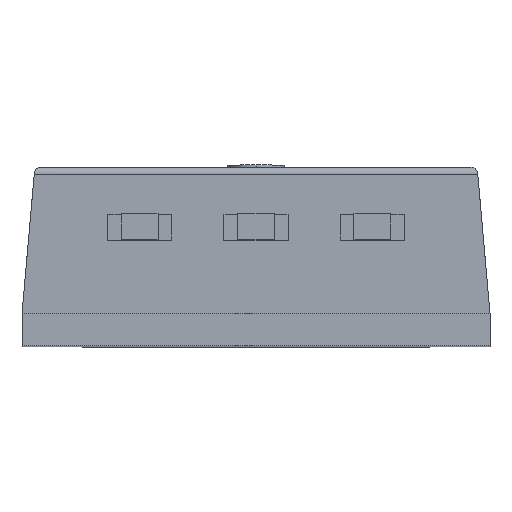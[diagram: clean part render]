
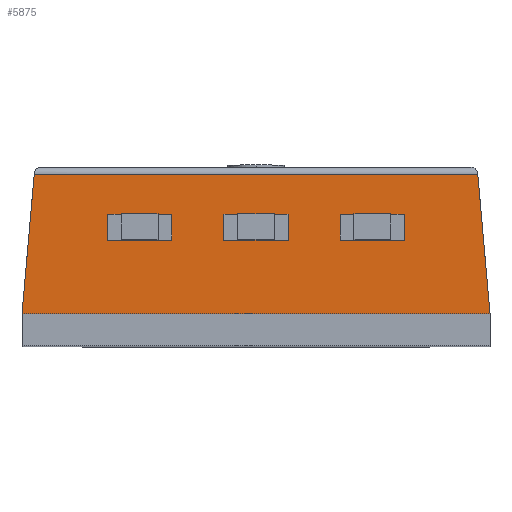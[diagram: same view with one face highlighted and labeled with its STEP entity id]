
A CAD part, top view. The second image highlights one B-rep face of the part: STEP entity #5875.
In plain terms, the highlighted planar face has unit normal (0, 0, 1).
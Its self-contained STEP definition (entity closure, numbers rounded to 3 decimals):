
#29 = CARTESIAN_POINT ( 'NONE',  ( -5.11, 3.9, 7.55 ) ) ;
#318 = DIRECTION ( 'NONE',  ( -0.087, -0.996, 0. ) ) ;
#396 = ORIENTED_EDGE ( 'NONE', *, *, #4694, .T. ) ;
#580 = CARTESIAN_POINT ( 'NONE',  ( 4.83, 3.9, 7.55 ) ) ;
#819 = VERTEX_POINT ( 'NONE', #4383 ) ;
#947 = CARTESIAN_POINT ( 'NONE',  ( -5.11, 0.7, 7.55 ) ) ;
#1286 = DIRECTION ( 'NONE',  ( 0., 0., -1. ) ) ;
#1784 = EDGE_CURVE ( 'NONE', #5400, #819, #6291, .T. ) ;
#2132 = VECTOR ( 'NONE', #3144, 1000. ) ;
#2151 = ORIENTED_EDGE ( 'NONE', *, *, #1784, .T. ) ;
#2298 = AXIS2_PLACEMENT_3D ( 'NONE', #29, #1286, #5971 ) ;
#2314 = VERTEX_POINT ( 'NONE', #7208 ) ;
#3144 = DIRECTION ( 'NONE',  ( -0.087, 0.996, 0. ) ) ;
#3496 = DIRECTION ( 'NONE',  ( -1., 0., 0. ) ) ;
#3580 = EDGE_LOOP ( 'NONE', ( #396, #5555, #2151, #7869 ) ) ;
#3911 = LINE ( 'NONE', #5627, #5067 ) ;
#3920 = VECTOR ( 'NONE', #5574, 1000. ) ;
#4383 = CARTESIAN_POINT ( 'NONE',  ( -5.11, 0.7, 7.55 ) ) ;
#4489 = VECTOR ( 'NONE', #318, 1000. ) ;
#4694 = EDGE_CURVE ( 'NONE', #8129, #2314, #7074, .T. ) ;
#4919 = EDGE_CURVE ( 'NONE', #819, #8129, #4966, .T. ) ;
#4966 = LINE ( 'NONE', #947, #3920 ) ;
#5067 = VECTOR ( 'NONE', #3496, 1000. ) ;
#5400 = VERTEX_POINT ( 'NONE', #5595 ) ;
#5477 = EDGE_CURVE ( 'NONE', #2314, #5400, #3911, .T. ) ;
#5555 = ORIENTED_EDGE ( 'NONE', *, *, #5477, .T. ) ;
#5574 = DIRECTION ( 'NONE',  ( 1., 0., 0. ) ) ;
#5595 = CARTESIAN_POINT ( 'NONE',  ( -4.843, 3.75, 7.55 ) ) ;
#5627 = CARTESIAN_POINT ( 'NONE',  ( -5.11, 3.75, 7.55 ) ) ;
#5875 = ADVANCED_FACE ( 'NONE', ( #7887 ), #7357, .F. ) ;
#5971 = DIRECTION ( 'NONE',  ( -1., 0., 0. ) ) ;
#6291 = LINE ( 'NONE', #8320, #4489 ) ;
#6665 = CARTESIAN_POINT ( 'NONE',  ( 5.11, 0.7, 7.55 ) ) ;
#7074 = LINE ( 'NONE', #580, #2132 ) ;
#7208 = CARTESIAN_POINT ( 'NONE',  ( 4.843, 3.75, 7.55 ) ) ;
#7357 = PLANE ( 'NONE',  #2298 ) ;
#7869 = ORIENTED_EDGE ( 'NONE', *, *, #4919, .T. ) ;
#7887 = FACE_OUTER_BOUND ( 'NONE', #3580, .T. ) ;
#8129 = VERTEX_POINT ( 'NONE', #6665 ) ;
#8320 = CARTESIAN_POINT ( 'NONE',  ( -4.83, 3.9, 7.55 ) ) ;
